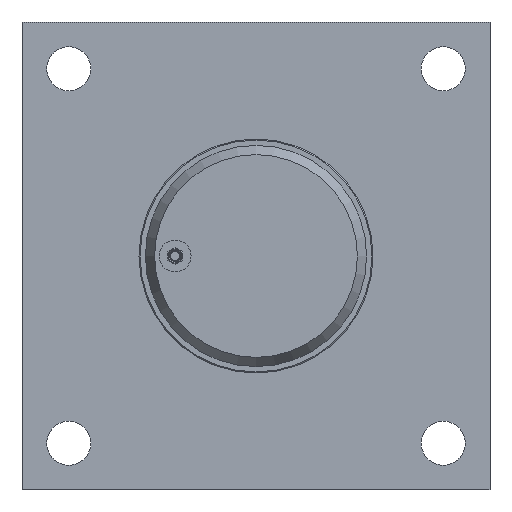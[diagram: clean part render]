
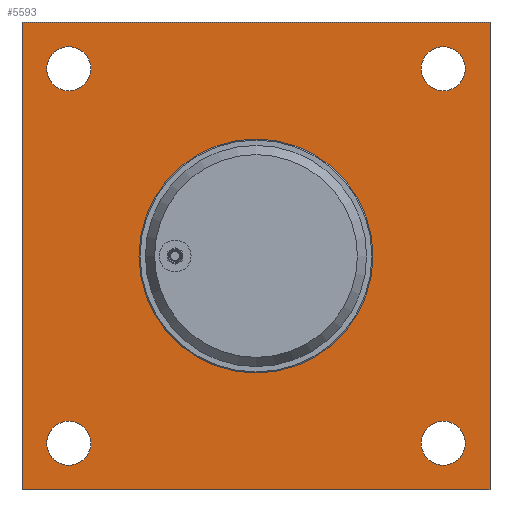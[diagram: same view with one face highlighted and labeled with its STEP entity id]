
A CAD part, left-side view. The second image highlights one B-rep face of the part: STEP entity #5593.
In plain terms, the highlighted planar face has unit normal (-1, 0, 0).
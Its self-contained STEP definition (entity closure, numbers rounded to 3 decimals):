
#205=FACE_BOUND('',#731,.T.);
#206=FACE_BOUND('',#732,.T.);
#207=FACE_BOUND('',#733,.T.);
#208=FACE_BOUND('',#734,.T.);
#209=FACE_BOUND('',#735,.T.);
#267=PLANE('',#5966);
#421=FACE_OUTER_BOUND('',#730,.T.);
#730=EDGE_LOOP('',(#3753,#3754,#3755,#3756));
#731=EDGE_LOOP('',(#3757));
#732=EDGE_LOOP('',(#3758));
#733=EDGE_LOOP('',(#3759));
#734=EDGE_LOOP('',(#3760));
#735=EDGE_LOOP('',(#3761));
#1087=LINE('',#8632,#1463);
#1090=LINE('',#8637,#1466);
#1092=LINE('',#8641,#1468);
#1093=LINE('',#8643,#1469);
#1463=VECTOR('',#6749,10.);
#1466=VECTOR('',#6754,10.);
#1468=VECTOR('',#6758,10.);
#1469=VECTOR('',#6761,10.);
#1856=CIRCLE('',#5943,55.);
#1866=CIRCLE('',#5955,10.376);
#1867=CIRCLE('',#5957,10.376);
#1868=CIRCLE('',#5959,10.376);
#1869=CIRCLE('',#5961,10.376);
#2242=VERTEX_POINT('',#8582);
#2256=VERTEX_POINT('',#8613);
#2257=VERTEX_POINT('',#8617);
#2258=VERTEX_POINT('',#8621);
#2259=VERTEX_POINT('',#8625);
#2260=VERTEX_POINT('',#8629);
#2261=VERTEX_POINT('',#8631);
#2262=VERTEX_POINT('',#8635);
#2263=VERTEX_POINT('',#8639);
#2814=EDGE_CURVE('',#2242,#2242,#1856,.T.);
#2829=EDGE_CURVE('',#2256,#2256,#1866,.T.);
#2831=EDGE_CURVE('',#2257,#2257,#1867,.T.);
#2833=EDGE_CURVE('',#2258,#2258,#1868,.T.);
#2835=EDGE_CURVE('',#2259,#2259,#1869,.T.);
#2837=EDGE_CURVE('',#2260,#2261,#1087,.T.);
#2840=EDGE_CURVE('',#2262,#2260,#1090,.T.);
#2842=EDGE_CURVE('',#2263,#2262,#1092,.T.);
#2843=EDGE_CURVE('',#2261,#2263,#1093,.T.);
#3753=ORIENTED_EDGE('',*,*,#2843,.F.);
#3754=ORIENTED_EDGE('',*,*,#2837,.F.);
#3755=ORIENTED_EDGE('',*,*,#2840,.F.);
#3756=ORIENTED_EDGE('',*,*,#2842,.F.);
#3757=ORIENTED_EDGE('',*,*,#2814,.T.);
#3758=ORIENTED_EDGE('',*,*,#2829,.T.);
#3759=ORIENTED_EDGE('',*,*,#2831,.T.);
#3760=ORIENTED_EDGE('',*,*,#2833,.T.);
#3761=ORIENTED_EDGE('',*,*,#2835,.T.);
#5593=ADVANCED_FACE('',(#421,#205,#206,#207,#208,#209),#267,.F.);
#5943=AXIS2_PLACEMENT_3D('',#8584,#6700,#6701);
#5955=AXIS2_PLACEMENT_3D('',#8615,#6729,#6730);
#5957=AXIS2_PLACEMENT_3D('',#8619,#6734,#6735);
#5959=AXIS2_PLACEMENT_3D('',#8623,#6739,#6740);
#5961=AXIS2_PLACEMENT_3D('',#8627,#6744,#6745);
#5966=AXIS2_PLACEMENT_3D('',#8644,#6762,#6763);
#6700=DIRECTION('center_axis',(1.,0.,0.));
#6701=DIRECTION('ref_axis',(0.,0.,1.));
#6729=DIRECTION('center_axis',(1.,0.,0.));
#6730=DIRECTION('ref_axis',(0.,0.,-1.));
#6734=DIRECTION('center_axis',(1.,0.,0.));
#6735=DIRECTION('ref_axis',(0.,0.,-1.));
#6739=DIRECTION('center_axis',(1.,0.,0.));
#6740=DIRECTION('ref_axis',(0.,0.,-1.));
#6744=DIRECTION('center_axis',(1.,0.,0.));
#6745=DIRECTION('ref_axis',(0.,0.,-1.));
#6749=DIRECTION('',(0.,-1.,0.));
#6754=DIRECTION('',(0.,0.,1.));
#6758=DIRECTION('',(0.,1.,0.));
#6761=DIRECTION('',(0.,0.,-1.));
#6762=DIRECTION('center_axis',(1.,0.,0.));
#6763=DIRECTION('ref_axis',(0.,0.,-1.));
#8582=CARTESIAN_POINT('',(-91.382,-14.37,-44.894));
#8584=CARTESIAN_POINT('Origin',(-91.382,-14.37,10.106));
#8613=CARTESIAN_POINT('',(-91.382,-102.37,108.482));
#8615=CARTESIAN_POINT('Origin',(-91.382,-102.37,98.106));
#8617=CARTESIAN_POINT('',(-91.382,-102.37,-67.518));
#8619=CARTESIAN_POINT('Origin',(-91.382,-102.37,-77.894));
#8621=CARTESIAN_POINT('',(-91.382,73.63,-67.518));
#8623=CARTESIAN_POINT('Origin',(-91.382,73.63,-77.894));
#8625=CARTESIAN_POINT('',(-91.382,73.63,108.482));
#8627=CARTESIAN_POINT('Origin',(-91.382,73.63,98.106));
#8629=CARTESIAN_POINT('',(-91.382,95.63,120.106));
#8631=CARTESIAN_POINT('',(-91.382,-124.37,120.106));
#8632=CARTESIAN_POINT('',(-91.382,95.63,120.106));
#8635=CARTESIAN_POINT('',(-91.382,95.63,-99.894));
#8637=CARTESIAN_POINT('',(-91.382,95.63,-99.894));
#8639=CARTESIAN_POINT('',(-91.382,-124.37,-99.894));
#8641=CARTESIAN_POINT('',(-91.382,-124.37,-99.894));
#8643=CARTESIAN_POINT('',(-91.382,-124.37,120.106));
#8644=CARTESIAN_POINT('Origin',(-91.382,-14.37,10.106));
